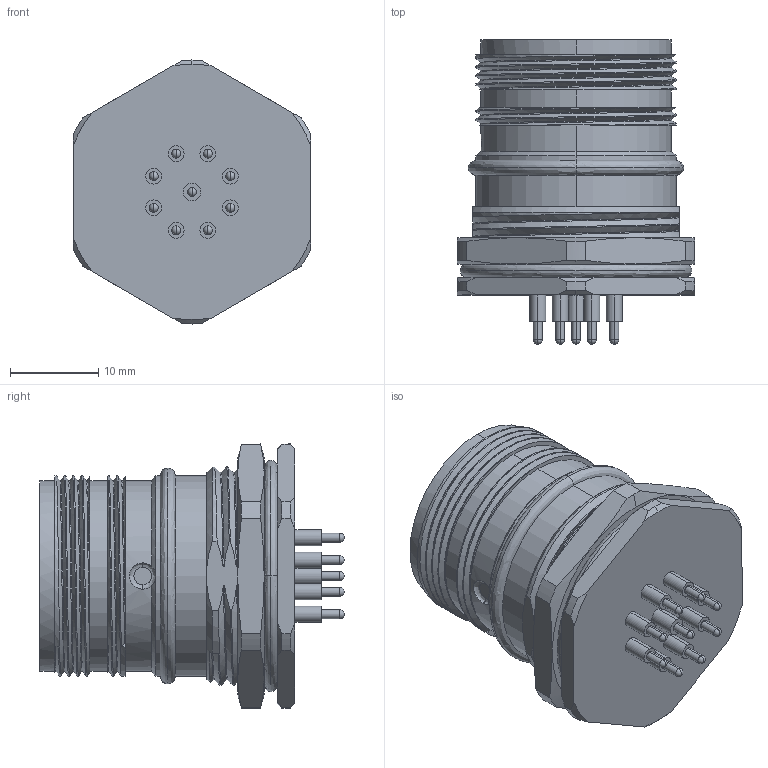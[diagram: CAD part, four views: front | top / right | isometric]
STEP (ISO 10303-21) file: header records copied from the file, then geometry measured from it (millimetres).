
FILE_DESCRIPTION (( 'STEP AP203' ), '1' );
FILE_NAME ('P397-9A（8+1）.STEP', '2020-10-07T02:38:44', ( 'edpusr' ), ( 'Microsoft' ), 'SwSTEP 2.0', 'SolidWorks 2015', '' );
FILE_SCHEMA (( 'CONFIG_CONTROL_DESIGN' ));
Length unit declared in the file: millimetre
Products named in the file (1): P397-9Aㄗ8+1ㄘ
Bounding box: 27 x 34.6 x 30 mm (x, y, z)
Volume: 10187.8 mm3; surface area: 5775.2 mm2
Topology: 2 solids, 2 shells, 251 faces, 640 edges, 405 vertices
Faces by surface type: cylinder 110, plane 56, bspline 34, cone 33, sphere 18
Entity records: 12176 total; most frequent: CARTESIAN_POINT 6537, ORIENTED_EDGE 1208, DIRECTION 1131, EDGE_CURVE 604, AXIS2_PLACEMENT_3D 477, VERTEX_POINT 387, EDGE_LOOP 283, CIRCLE 259
